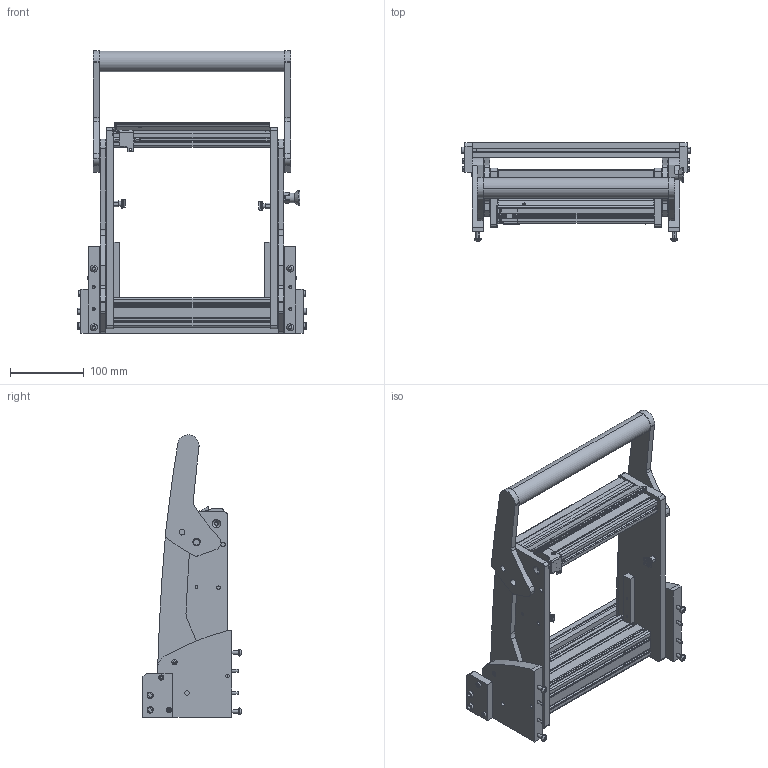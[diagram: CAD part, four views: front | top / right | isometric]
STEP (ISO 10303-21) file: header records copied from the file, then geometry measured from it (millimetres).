
FILE_DESCRIPTION (( 'STEP AP214' ), '1' );
FILE_NAME ('INGUN_54828.STEP', '2024-11-15T14:23:49', ( '' ), ( '' ), 'SwSTEP 2.0', 'SolidWorks 2023', '' );
FILE_SCHEMA (( 'AUTOMOTIVE_DESIGN' ));
Length unit declared in the file: millimetre
Products named in the file (35): 32578~1_S; 47523~0_S; 55712~0_KUNDE<S>; 114115~0_S; 32587~7_S; 49264~2_S; 109948~1_KUNDE<S>; ISO7380~n_M03,0x005; 57801~2_S; DIN912~n_M05,0x016; 36177~2; 109896~1_KUNDE<S>; 39892~7_KUNDE<S>; 39891~3_KUNDE<S>; 109946~0_KUNDE<S>; 49317~0; SCHNORR~n_05,3 M05; 34328~1_S; 35717~0_S; 36176~0_S; ISO7380~n_M05,0x020; 35150~0_S; INGUN_54828; 40571~1_S; 40568~4_KUNDE<S>; 35097~0; 40567~5_S; DIN125~n_06,4 M06,0 Fase; DIN6325~n_04,0m6x014; 49399~0; 109128~0_S; 53735~1_KUNDE<S>; DIN912~n_M04,0x016; 109947~0_KUNDE<S>; 40569~1_S
Assembly tree (69 placements, depth 3):
  INGUN_54828
    109946~0_KUNDE<S>
      53735~1_KUNDE<S>
    109947~0_KUNDE<S>
      53735~1_KUNDE<S>
    109896~1_KUNDE<S>
      40567~5_S
      40568~4_KUNDE<S>
      34328~1_S  x2
      40571~1_S
      40569~1_S
      32587~7_S
      35097~0
      36177~2
      35150~0_S
      32578~1_S  x2
      ISO7380~n_M03,0x005  x2
      114115~0_S  x2
      57801~2_S  x2
      49317~0  x2
      DIN125~n_06,4 M06,0 Fase  x2
    39892~7_KUNDE<S>
    39891~3_KUNDE<S>
    109948~1_KUNDE<S>
      36176~0_S
      55712~0_KUNDE<S>  x2
    35717~0_S  x2
    109128~0_S
    47523~0_S  x10
    ISO7380~n_M05,0x020  x4
    SCHNORR~n_05,3 M05  x4
    DIN6325~n_04,0m6x014  x4
    DIN912~n_M04,0x016  x4
    DIN912~n_M05,0x016  x4
    49264~2_S  x2
    49399~0
Bounding box: 311.8 x 133.75 x 383.94 mm (x, y, z)
Volume: 1565103.5 mm3; surface area: 728574.9 mm2
Topology: 65 solids, 65 shells, 1867 faces, 4880 edges, 3125 vertices
Faces by surface type: cylinder 795, plane 743, cone 215, bspline 77, torus 21, sphere 16
Entity records: 40721 total; most frequent: CARTESIAN_POINT 7864, DIRECTION 6961, ORIENTED_EDGE 6488, EDGE_CURVE 3244, AXIS2_PLACEMENT_3D 2515, VERTEX_POINT 2106, LINE 1931, VECTOR 1931
